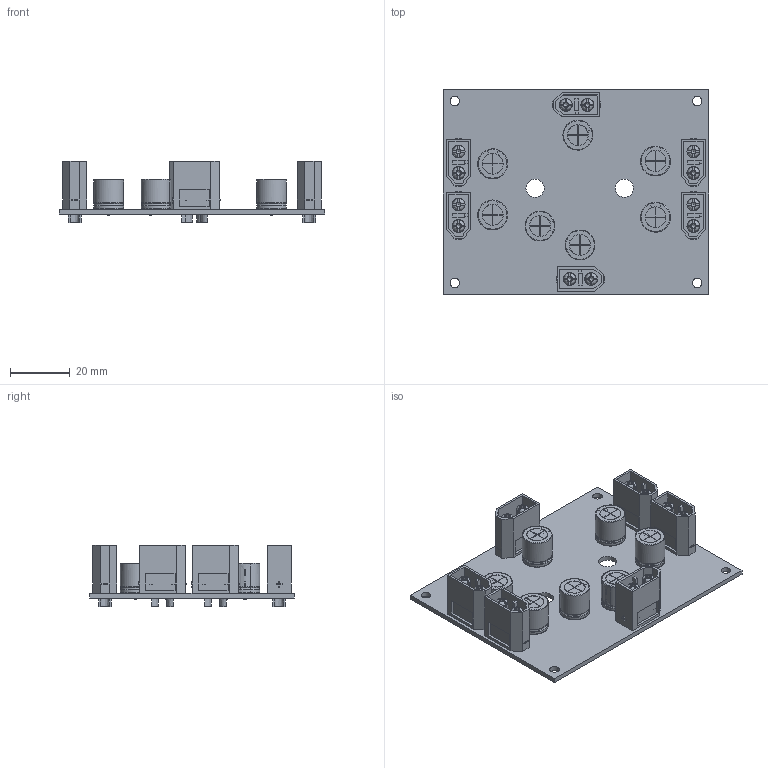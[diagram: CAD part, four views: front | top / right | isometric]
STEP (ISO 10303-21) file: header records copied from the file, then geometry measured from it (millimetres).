
FILE_DESCRIPTION(('KiCad electronic assembly'),'2;1');
FILE_NAME('PowerDistribution.step','2022-12-07T18:36:06',('Pcbnew'),( 'Kicad'),'Open CASCADE STEP processor 7.6','KiCad to STEP converter' ,'Unknown');
FILE_SCHEMA(('AUTOMOTIVE_DESIGN { 1 0 10303 214 1 1 1 1 }'));
Length unit declared in the file: millimetre
Products named in the file (6): PowerDistribution 1; CP_Radial_D10.0mm_P3.80mm; SOLID; AMASS_XT60-M_1x02_P7.2mm_Vertical; COMPOUND; _autosave-PowerDistributionBoard PCB
Assembly tree (16 placements, depth 3):
  PowerDistribution 1
    CP_Radial_D10.0mm_P3.80mm  x7
      SOLID
    AMASS_XT60-M_1x02_P7.2mm_Vertical  x6
      COMPOUND
    _autosave-PowerDistributionBoard PCB
Bounding box: 88.9 x 68.58 x 20.5 mm (x, y, z)
Volume: 21024.5 mm3; surface area: 30301.5 mm2
Topology: 26 solids, 33 shells, 1112 faces, 2864 edges, 1869 vertices
Faces by surface type: bspline 1074, cylinder 32, plane 6
Full cylindrical faces by diameter (mm): 1 x14, 3.2 x4, 4.5 x12, 6.1 x2
Entity records: 15110 total; most frequent: CARTESIAN_POINT 6645, B_SPLINE_CURVE_WITH_KNOTS 1096, ORIENTED_EDGE 1088, PCURVE 1088, DEFINITIONAL_REPRESENTATION 1088, EDGE_CURVE 544, DIRECTION 498, SURFACE_CURVE 498
